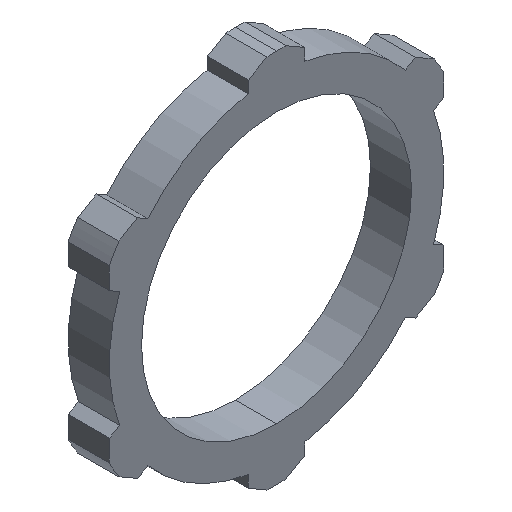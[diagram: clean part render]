
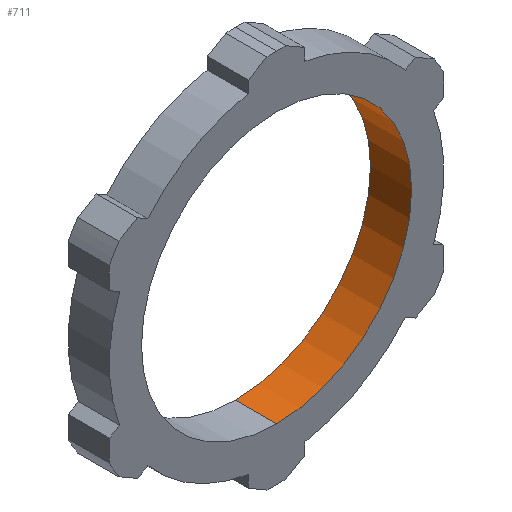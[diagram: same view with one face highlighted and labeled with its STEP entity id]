
A CAD part, isometric view. The second image highlights one B-rep face of the part: STEP entity #711.
In plain terms, the highlighted cylindrical face has radius 26.25 mm (diameter 52.5 mm), a partial arc.
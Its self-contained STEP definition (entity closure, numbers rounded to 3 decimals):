
#17 = EDGE_CURVE ( 'NONE', #1342, #1018, #1208, .T. ) ;
#19 = CARTESIAN_POINT ( 'NONE',  ( 0., 8., 0. ) ) ;
#74 = EDGE_CURVE ( 'NONE', #1018, #733, #1172, .T. ) ;
#118 = ORIENTED_EDGE ( 'NONE', *, *, #1186, .T. ) ;
#143 = CARTESIAN_POINT ( 'NONE',  ( 0., 0., 26.25 ) ) ;
#161 = FACE_OUTER_BOUND ( 'NONE', #839, .T. ) ;
#252 = CARTESIAN_POINT ( 'NONE',  ( 0., 0., 0. ) ) ;
#304 = VECTOR ( 'NONE', #808, 1000. ) ;
#342 = CARTESIAN_POINT ( 'NONE',  ( 0., 0., -26.25 ) ) ;
#365 = AXIS2_PLACEMENT_3D ( 'NONE', #252, #989, #1124 ) ;
#503 = AXIS2_PLACEMENT_3D ( 'NONE', #551, #755, #980 ) ;
#511 = DIRECTION ( 'NONE',  ( 0., 1., 0. ) ) ;
#514 = CYLINDRICAL_SURFACE ( 'NONE', #882, 26.25 ) ;
#551 = CARTESIAN_POINT ( 'NONE',  ( 0., 8., 0. ) ) ;
#555 = VECTOR ( 'NONE', #511, 1000. ) ;
#711 = ADVANCED_FACE ( 'NONE', ( #161 ), #514, .F. ) ;
#733 = VERTEX_POINT ( 'NONE', #1306 ) ;
#751 = DIRECTION ( 'NONE',  ( 0., 1., 0. ) ) ;
#755 = DIRECTION ( 'NONE',  ( 0., 1., 0. ) ) ;
#763 = CARTESIAN_POINT ( 'NONE',  ( 0., 8., 26.25 ) ) ;
#808 = DIRECTION ( 'NONE',  ( 0., 1., 0. ) ) ;
#839 = EDGE_LOOP ( 'NONE', ( #1072, #1245, #1275, #118 ) ) ;
#882 = AXIS2_PLACEMENT_3D ( 'NONE', #19, #751, #965 ) ;
#965 = DIRECTION ( 'NONE',  ( 0., 0., 1. ) ) ;
#980 = DIRECTION ( 'NONE',  ( 0., 0., 1. ) ) ;
#989 = DIRECTION ( 'NONE',  ( 0., 1., 0. ) ) ;
#1000 = EDGE_CURVE ( 'NONE', #1342, #1309, #1007, .T. ) ;
#1007 = LINE ( 'NONE', #1139, #555 ) ;
#1018 = VERTEX_POINT ( 'NONE', #342 ) ;
#1059 = CIRCLE ( 'NONE', #503, 26.25 ) ;
#1072 = ORIENTED_EDGE ( 'NONE', *, *, #74, .F. ) ;
#1124 = DIRECTION ( 'NONE',  ( 0., 0., 1. ) ) ;
#1139 = CARTESIAN_POINT ( 'NONE',  ( 0., 8., 26.25 ) ) ;
#1172 = LINE ( 'NONE', #1348, #304 ) ;
#1186 = EDGE_CURVE ( 'NONE', #1309, #733, #1059, .T. ) ;
#1208 = CIRCLE ( 'NONE', #365, 26.25 ) ;
#1245 = ORIENTED_EDGE ( 'NONE', *, *, #17, .F. ) ;
#1275 = ORIENTED_EDGE ( 'NONE', *, *, #1000, .T. ) ;
#1306 = CARTESIAN_POINT ( 'NONE',  ( 0., 8., -26.25 ) ) ;
#1309 = VERTEX_POINT ( 'NONE', #763 ) ;
#1342 = VERTEX_POINT ( 'NONE', #143 ) ;
#1348 = CARTESIAN_POINT ( 'NONE',  ( 0., 8., -26.25 ) ) ;
